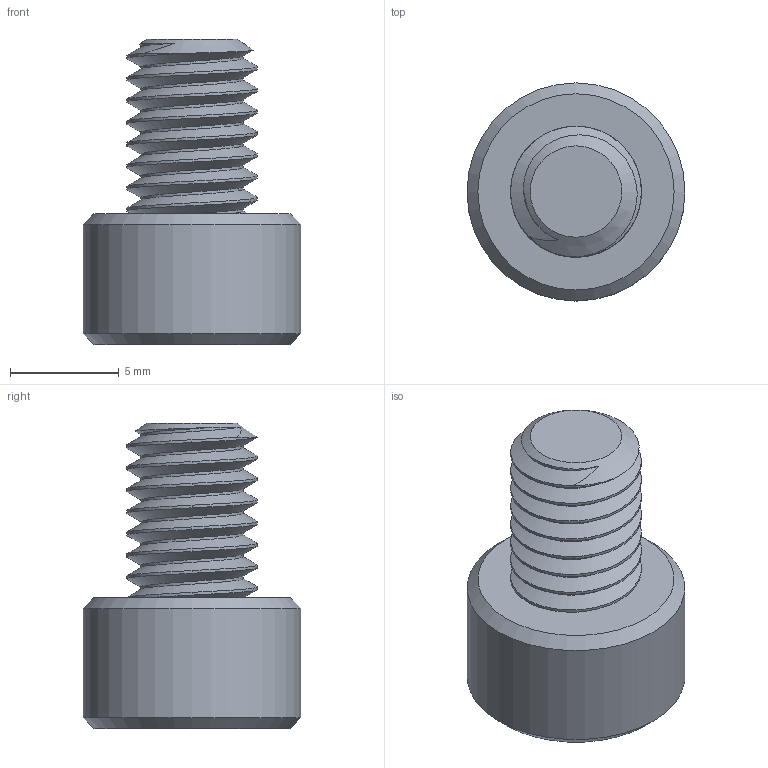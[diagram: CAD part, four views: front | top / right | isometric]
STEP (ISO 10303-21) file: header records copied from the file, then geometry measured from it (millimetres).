
FILE_DESCRIPTION(/* description */ ('STEP AP203'),/* implementation_level */ '2;1');
FILE_NAME(/* name */ 'screws_8mm_m6x1_ext.stp',/* time_stamp */ '2022-12-09T16:51:44+01:00',/* author */ ('Rik Ubaghs'),/* organization */ ('Managed by Terraform'),/* preprocessor_version */ 'ST-DEVELOPER v18.1',/* originating_system */ 'Autodesk Inventor 2021',/* authorisation */ '');
FILE_SCHEMA (('AUTOMOTIVE_DESIGN { 1 0 10303 214 3 1 1 }'));
Length unit declared in the file: millimetre
Products named in the file (1): screws_8mm_m6x1_ext
Bounding box: 10 x 10 x 14 mm (x, y, z)
Volume: 560.8 mm3; surface area: 614.2 mm2
Topology: 1 solids, 1 shells, 40 faces, 99 edges, 63 vertices
Faces by surface type: cylinder 19, plane 10, cone 9, bspline 2
Full cylindrical faces by diameter (mm): 4.701 x7, 6 x7, 10 x1
Entity records: 4966 total; most frequent: CARTESIAN_POINT 4065, ORIENTED_EDGE 198, DIRECTION 150, EDGE_CURVE 99, VERTEX_POINT 63, AXIS2_PLACEMENT_3D 59, EDGE_LOOP 42, B_SPLINE_CURVE_WITH_KNOTS 41
